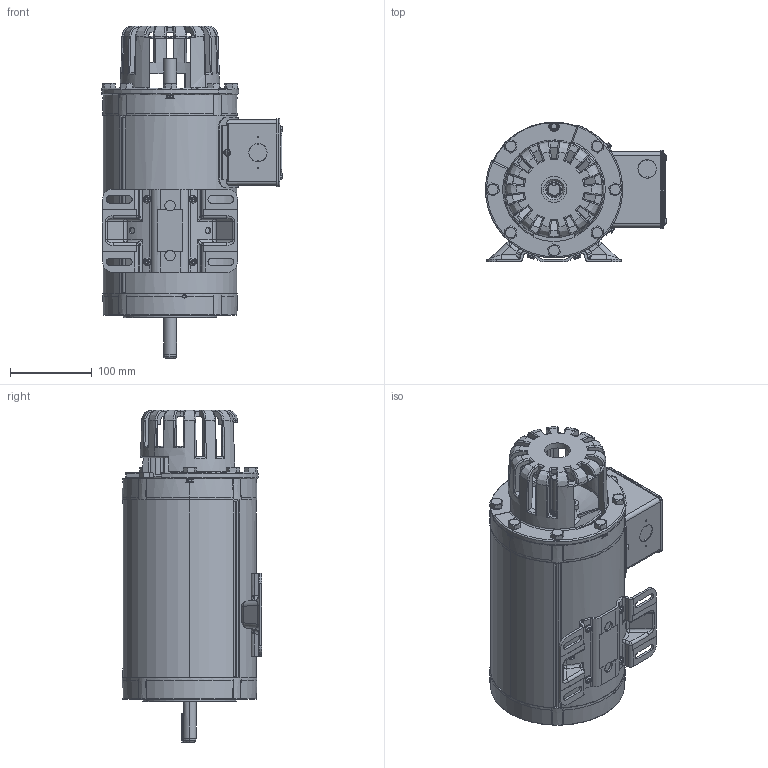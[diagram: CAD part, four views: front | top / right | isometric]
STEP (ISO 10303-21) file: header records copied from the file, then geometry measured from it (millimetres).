
FILE_DESCRIPTION (( 'STEP AP214' ), '1' );
FILE_NAME ('Y535-A772.STEP', '2022-01-13T15:40:26', ( '' ), ( '' ), 'SwSTEP 2.0', 'SolidWorks 2017', '' );
FILE_SCHEMA (( 'AUTOMOTIVE_DESIGN' ));
Length unit declared in the file: inch
Products named in the file (1): Y535-A772
Bounding box: 221.01 x 170.6 x 405.55 mm (x, y, z)
Volume: 1120165 mm3; surface area: 671156.5 mm2
Topology: 40 solids, 40 shells, 3620 faces, 9582 edges, 6044 vertices
Faces by surface type: plane 1215, bspline 906, cylinder 870, cone 629
Entity records: 154038 total; most frequent: CARTESIAN_POINT 71133, ORIENTED_EDGE 19046, DIRECTION 14996, EDGE_CURVE 9523, VERTEX_POINT 6044, AXIS2_PLACEMENT_3D 5838, EDGE_LOOP 3885, FACE_OUTER_BOUND 3620
